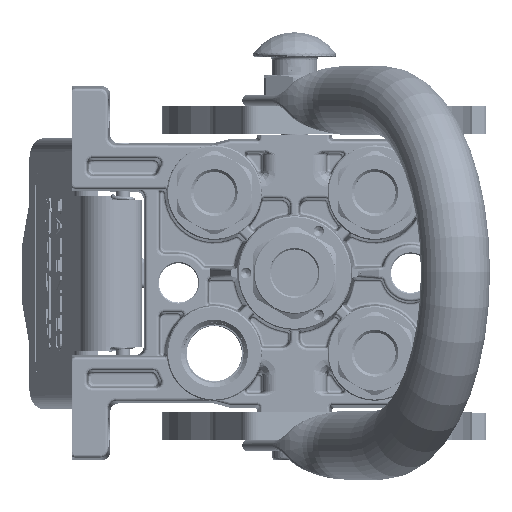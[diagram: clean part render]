
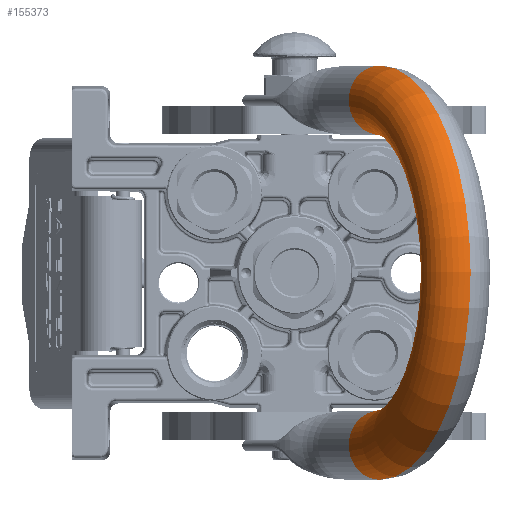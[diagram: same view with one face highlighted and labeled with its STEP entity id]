
A CAD part, top view. The second image highlights one B-rep face of the part: STEP entity #155373.
In plain terms, the highlighted toroidal (fillet/blend) face has major radius 62.25 mm and minor radius 12.5 mm.
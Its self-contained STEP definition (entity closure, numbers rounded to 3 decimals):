
#4488 = AXIS2_PLACEMENT_3D ( 'NONE', #30218, #172748, #78056 ) ;
#5434 = EDGE_CURVE ( 'NONE', #102270, #103904, #18907, .T. ) ;
#5604 = CARTESIAN_POINT ( 'NONE',  ( 74.75, 0., 25.25 ) ) ;
#9637 = AXIS2_PLACEMENT_3D ( 'NONE', #76158, #107936, #205185 ) ;
#17669 = TOROIDAL_SURFACE ( 'NONE', #96453, 62.25, 12.5 ) ;
#18046 = ORIENTED_EDGE ( 'NONE', *, *, #131728, .F. ) ;
#18907 = CIRCLE ( 'NONE', #153822, 12.5 ) ;
#30218 = CARTESIAN_POINT ( 'NONE',  ( 62.25, 0., 25.25 ) ) ;
#37886 = DIRECTION ( 'NONE',  ( 0., 1., 0. ) ) ;
#51438 = CARTESIAN_POINT ( 'NONE',  ( -74.75, 0., 25.25 ) ) ;
#55688 = ORIENTED_EDGE ( 'NONE', *, *, #5434, .T. ) ;
#58352 = CARTESIAN_POINT ( 'NONE',  ( 49.75, 0., 25.25 ) ) ;
#60424 = CARTESIAN_POINT ( 'NONE',  ( -62.25, 0., 25.25 ) ) ;
#76158 = CARTESIAN_POINT ( 'NONE',  ( 0., 0., 25.25 ) ) ;
#78056 = DIRECTION ( 'NONE',  ( 1., 0., 0. ) ) ;
#90588 = DIRECTION ( 'NONE',  ( 1., 0., 0. ) ) ;
#96453 = AXIS2_PLACEMENT_3D ( 'NONE', #105087, #137538, #90588 ) ;
#99252 = EDGE_CURVE ( 'NONE', #102270, #202804, #133627, .T. ) ;
#102270 = VERTEX_POINT ( 'NONE', #51438 ) ;
#103904 = VERTEX_POINT ( 'NONE', #169840 ) ;
#105087 = CARTESIAN_POINT ( 'NONE',  ( 0., 0., 25.25 ) ) ;
#107936 = DIRECTION ( 'NONE',  ( 0., 1., 0. ) ) ;
#122227 = EDGE_CURVE ( 'NONE', #103904, #124989, #166519, .T. ) ;
#124989 = VERTEX_POINT ( 'NONE', #58352 ) ;
#130639 = EDGE_LOOP ( 'NONE', ( #134507, #18046, #195252, #55688 ) ) ;
#131728 = EDGE_CURVE ( 'NONE', #202804, #124989, #186311, .T. ) ;
#132692 = CARTESIAN_POINT ( 'NONE',  ( 0., 0., 25.25 ) ) ;
#133627 = CIRCLE ( 'NONE', #9637, 74.75 ) ;
#134507 = ORIENTED_EDGE ( 'NONE', *, *, #122227, .T. ) ;
#137538 = DIRECTION ( 'NONE',  ( 0., 1., 0. ) ) ;
#153822 = AXIS2_PLACEMENT_3D ( 'NONE', #60424, #171049, #186852 ) ;
#155373 = ADVANCED_FACE ( 'NONE', ( #190680 ), #17669, .T. ) ;
#166519 = CIRCLE ( 'NONE', #170668, 49.75 ) ;
#169840 = CARTESIAN_POINT ( 'NONE',  ( -49.75, 0., 25.25 ) ) ;
#170668 = AXIS2_PLACEMENT_3D ( 'NONE', #132692, #37886, #180396 ) ;
#171049 = DIRECTION ( 'NONE',  ( 0., 0., 1. ) ) ;
#172748 = DIRECTION ( 'NONE',  ( 0., 0., -1. ) ) ;
#180396 = DIRECTION ( 'NONE',  ( -1., 0., 0. ) ) ;
#186311 = CIRCLE ( 'NONE', #4488, 12.5 ) ;
#186852 = DIRECTION ( 'NONE',  ( -1., 0., 0. ) ) ;
#190680 = FACE_OUTER_BOUND ( 'NONE', #130639, .T. ) ;
#195252 = ORIENTED_EDGE ( 'NONE', *, *, #99252, .F. ) ;
#202804 = VERTEX_POINT ( 'NONE', #5604 ) ;
#205185 = DIRECTION ( 'NONE',  ( -1., 0., 0. ) ) ;
